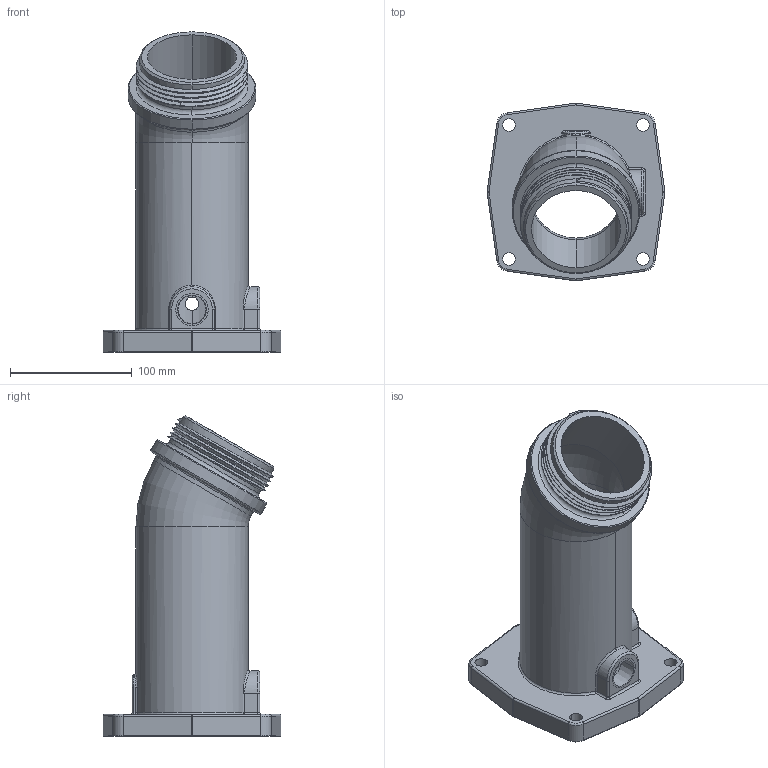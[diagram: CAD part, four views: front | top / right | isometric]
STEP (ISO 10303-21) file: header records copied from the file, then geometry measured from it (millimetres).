
FILE_DESCRIPTION((''),'2;1');
FILE_NAME('D40484','2012-01-25T',('sobri'),(''),'PRO/ENGINEER BY PARAMETRIC TECHNOLOGY CORPORATION, 2011180','PRO/ENGINEER BY PARAMETRIC TECHNOLOGY CORPORATION, 2011180','');
FILE_SCHEMA(('CONFIG_CONTROL_DESIGN'));
Length unit declared in the file: inch
Products named in the file (1): D40484
Bounding box: 146.02 x 146.02 x 263.02 mm (x, y, z)
Volume: 763495.6 mm3; surface area: 178568.5 mm2
Topology: 1 solids, 4 shells, 181 faces, 423 edges, 249 vertices
Faces by surface type: cylinder 79, torus 30, plane 27, cone 20, sphere 14, bspline 11
Entity records: 7116 total; most frequent: CARTESIAN_POINT 2893, DIRECTION 934, ORIENTED_EDGE 834, EDGE_CURVE 423, AXIS2_PLACEMENT_3D 391, VERTEX_POINT 249, CIRCLE 220, EDGE_LOOP 202
